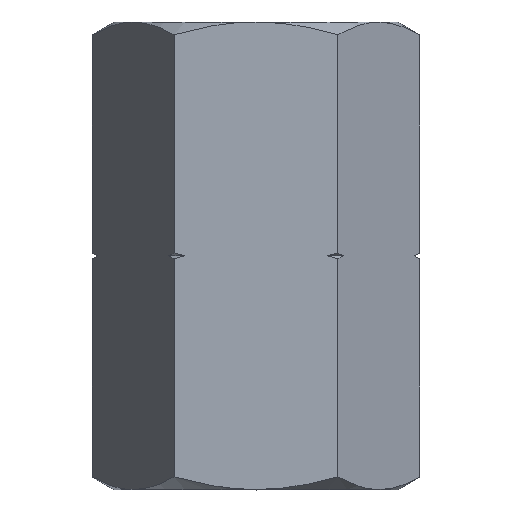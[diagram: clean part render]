
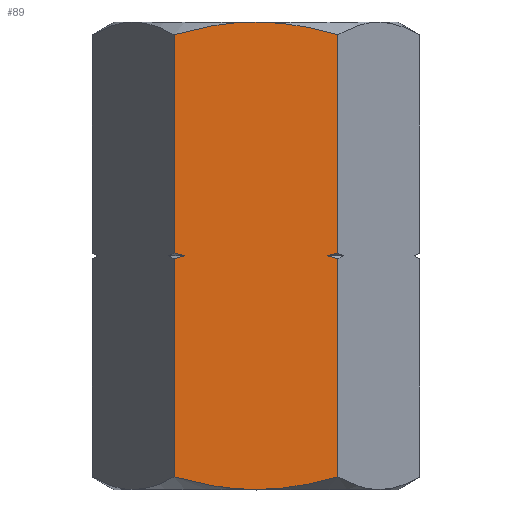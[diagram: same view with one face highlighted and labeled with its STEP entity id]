
A CAD part, top view. The second image highlights one B-rep face of the part: STEP entity #89.
In plain terms, the highlighted planar face has unit normal (0, 0, 1).
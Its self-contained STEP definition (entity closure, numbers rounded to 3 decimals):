
#89=ADVANCED_FACE('',(#210),#211,.T.);
#210=FACE_OUTER_BOUND('',#363,.T.);
#211=PLANE('',#364);
#363=EDGE_LOOP('',(#559,#560,#561,#562,#563,#564,#565,#566,#567,#568,#569,#570));
#364=AXIS2_PLACEMENT_3D('',#571,#572,#573);
#559=ORIENTED_EDGE('',*,*,#924,.T.);
#560=ORIENTED_EDGE('',*,*,#949,.F.);
#561=ORIENTED_EDGE('',*,*,#911,.T.);
#562=ORIENTED_EDGE('',*,*,#950,.F.);
#563=ORIENTED_EDGE('',*,*,#951,.F.);
#564=ORIENTED_EDGE('',*,*,#933,.F.);
#565=ORIENTED_EDGE('',*,*,#952,.F.);
#566=ORIENTED_EDGE('',*,*,#903,.T.);
#567=ORIENTED_EDGE('',*,*,#942,.F.);
#568=ORIENTED_EDGE('',*,*,#953,.T.);
#569=ORIENTED_EDGE('',*,*,#954,.T.);
#570=ORIENTED_EDGE('',*,*,#914,.T.);
#571=CARTESIAN_POINT('',(-4.907,0.0,8.5));
#572=DIRECTION('',(0.0,0.0,1.0));
#573=DIRECTION('',(1.0,-0.0,0.0));
#903=EDGE_CURVE('',#1064,#1061,#1065,.T.);
#911=EDGE_CURVE('',#1079,#1077,#1080,.T.);
#914=EDGE_CURVE('',#1085,#1083,#1086,.T.);
#924=EDGE_CURVE('',#1083,#1102,#1103,.T.);
#933=EDGE_CURVE('',#1113,#1115,#1116,.T.);
#942=EDGE_CURVE('',#1131,#1061,#1133,.T.);
#949=EDGE_CURVE('',#1079,#1102,#1142,.T.);
#950=EDGE_CURVE('',#1143,#1077,#1144,.T.);
#951=EDGE_CURVE('',#1115,#1143,#1145,.T.);
#952=EDGE_CURVE('',#1064,#1113,#1146,.T.);
#953=EDGE_CURVE('',#1131,#1147,#1148,.T.);
#954=EDGE_CURVE('',#1147,#1085,#1149,.T.);
#1061=VERTEX_POINT('',#1284);
#1064=VERTEX_POINT('',#1292);
#1065=B_SPLINE_CURVE_WITH_KNOTS('',3,(#1293,#1294,#1295,#1296,#1297,#1298),.UNSPECIFIED.,.F.,.F.,(4,1,1,4),(0.0,0.333,0.667,1.0),.UNSPECIFIED.);
#1077=VERTEX_POINT('',#1330);
#1079=VERTEX_POINT('',#1341);
#1080=LINE('',#1342,#1343);
#1083=VERTEX_POINT('',#1351);
#1085=VERTEX_POINT('',#1358);
#1086=LINE('',#1359,#1360);
#1102=VERTEX_POINT('',#1397);
#1103=B_SPLINE_CURVE_WITH_KNOTS('',3,(#1398,#1399,#1400,#1401,#1402,#1403),.UNSPECIFIED.,.F.,.F.,(4,1,1,4),(0.0,0.333,0.667,1.0),.UNSPECIFIED.);
#1113=VERTEX_POINT('',#1415);
#1115=VERTEX_POINT('',#1422);
#1116=LINE('',#1423,#1424);
#1131=VERTEX_POINT('',#1478);
#1133=LINE('',#1489,#1490);
#1142=B_SPLINE_CURVE_WITH_KNOTS('',3,(#1509,#1510,#1511,#1512,#1513,#1514),.UNSPECIFIED.,.F.,.F.,(4,1,1,4),(0.0,0.333,0.667,1.0),.UNSPECIFIED.);
#1143=VERTEX_POINT('',#1515);
#1144=(B_SPLINE_CURVE(2,(#1517,#1518,#1519),.UNSPECIFIED.,.F.,.F.)B_SPLINE_CURVE_WITH_KNOTS((3,3),(-6.495,-4.481),.UNSPECIFIED.)RATIONAL_B_SPLINE_CURVE((3.955,3.955,3.671))BOUNDED_CURVE()REPRESENTATION_ITEM('')GEOMETRIC_REPRESENTATION_ITEM()CURVE());
#1145=(B_SPLINE_CURVE(2,(#1527,#1528,#1529),.UNSPECIFIED.,.F.,.F.)B_SPLINE_CURVE_WITH_KNOTS((3,3),(-8.508,-6.495),.UNSPECIFIED.)RATIONAL_B_SPLINE_CURVE((3.671,3.955,3.955))BOUNDED_CURVE()REPRESENTATION_ITEM('')GEOMETRIC_REPRESENTATION_ITEM()CURVE());
#1146=B_SPLINE_CURVE_WITH_KNOTS('',3,(#1536,#1537,#1538,#1539,#1540,#1541),.UNSPECIFIED.,.F.,.F.,(4,1,1,4),(0.0,0.333,0.667,1.0),.UNSPECIFIED.);
#1147=VERTEX_POINT('',#1542);
#1148=(B_SPLINE_CURVE(2,(#1544,#1545,#1546),.UNSPECIFIED.,.F.,.F.)B_SPLINE_CURVE_WITH_KNOTS((3,3),(-8.508,-6.495),.UNSPECIFIED.)RATIONAL_B_SPLINE_CURVE((3.671,3.955,3.955))BOUNDED_CURVE()REPRESENTATION_ITEM('')GEOMETRIC_REPRESENTATION_ITEM()CURVE());
#1149=(B_SPLINE_CURVE(2,(#1554,#1555,#1556),.UNSPECIFIED.,.F.,.F.)B_SPLINE_CURVE_WITH_KNOTS((3,3),(-6.495,-4.481),.UNSPECIFIED.)RATIONAL_B_SPLINE_CURVE((3.955,3.955,3.671))BOUNDED_CURVE()REPRESENTATION_ITEM('')GEOMETRIC_REPRESENTATION_ITEM()CURVE());
#1284=CARTESIAN_POINT('',(-4.907,13.827,8.5));
#1292=CARTESIAN_POINT('',(-4.276,14.0,8.5));
#1293=CARTESIAN_POINT('',(-4.276,14.0,8.5));
#1294=CARTESIAN_POINT('',(-4.345,13.982,8.5));
#1295=CARTESIAN_POINT('',(-4.485,13.945,8.5));
#1296=CARTESIAN_POINT('',(-4.695,13.887,8.5));
#1297=CARTESIAN_POINT('',(-4.837,13.847,8.5));
#1298=CARTESIAN_POINT('',(-4.907,13.827,8.5));
#1330=CARTESIAN_POINT('',(4.907,27.241,8.5));
#1341=CARTESIAN_POINT('',(4.907,14.173,8.5));
#1342=CARTESIAN_POINT('',(4.907,14.173,8.5));
#1343=VECTOR('',#1874,13.068);
#1351=CARTESIAN_POINT('',(4.907,13.827,8.5));
#1358=CARTESIAN_POINT('',(4.907,0.759,8.5));
#1359=CARTESIAN_POINT('',(4.907,0.759,8.5));
#1360=VECTOR('',#1875,13.068);
#1397=CARTESIAN_POINT('',(4.276,14.0,8.5));
#1398=CARTESIAN_POINT('',(4.907,13.827,8.5));
#1399=CARTESIAN_POINT('',(4.837,13.847,8.5));
#1400=CARTESIAN_POINT('',(4.695,13.887,8.5));
#1401=CARTESIAN_POINT('',(4.485,13.945,8.5));
#1402=CARTESIAN_POINT('',(4.345,13.982,8.5));
#1403=CARTESIAN_POINT('',(4.276,14.0,8.5));
#1415=CARTESIAN_POINT('',(-4.907,14.173,8.5));
#1422=CARTESIAN_POINT('',(-4.907,27.241,8.5));
#1423=CARTESIAN_POINT('',(-4.907,14.173,8.5));
#1424=VECTOR('',#1896,13.068);
#1478=CARTESIAN_POINT('',(-4.907,0.759,8.5));
#1489=CARTESIAN_POINT('',(-4.907,0.759,8.5));
#1490=VECTOR('',#1899,13.068);
#1509=CARTESIAN_POINT('',(4.907,14.173,8.5));
#1510=CARTESIAN_POINT('',(4.837,14.153,8.5));
#1511=CARTESIAN_POINT('',(4.695,14.113,8.5));
#1512=CARTESIAN_POINT('',(4.485,14.055,8.5));
#1513=CARTESIAN_POINT('',(4.345,14.018,8.5));
#1514=CARTESIAN_POINT('',(4.276,14.0,8.5));
#1515=CARTESIAN_POINT('',(0.,28.0,8.5));
#1517=CARTESIAN_POINT('',(0.,28.,8.5));
#1518=CARTESIAN_POINT('',(2.278,28.,8.5));
#1519=CARTESIAN_POINT('',(4.907,27.241,8.5));
#1527=CARTESIAN_POINT('',(-4.907,27.241,8.5));
#1528=CARTESIAN_POINT('',(-2.278,28.,8.5));
#1529=CARTESIAN_POINT('',(0.,28.,8.5));
#1536=CARTESIAN_POINT('',(-4.276,14.0,8.5));
#1537=CARTESIAN_POINT('',(-4.345,14.018,8.5));
#1538=CARTESIAN_POINT('',(-4.485,14.055,8.5));
#1539=CARTESIAN_POINT('',(-4.695,14.113,8.5));
#1540=CARTESIAN_POINT('',(-4.837,14.153,8.5));
#1541=CARTESIAN_POINT('',(-4.907,14.173,8.5));
#1542=CARTESIAN_POINT('',(0.,0.0,8.5));
#1544=CARTESIAN_POINT('',(-4.907,0.759,8.5));
#1545=CARTESIAN_POINT('',(-2.278,0.,8.5));
#1546=CARTESIAN_POINT('',(0.,0.,8.5));
#1554=CARTESIAN_POINT('',(0.,0.,8.5));
#1555=CARTESIAN_POINT('',(2.278,0.,8.5));
#1556=CARTESIAN_POINT('',(4.907,0.759,8.5));
#1874=DIRECTION('',(0.0,1.0,0.0));
#1875=DIRECTION('',(0.0,1.0,0.0));
#1896=DIRECTION('',(0.0,1.0,0.0));
#1899=DIRECTION('',(0.0,1.0,0.0));
